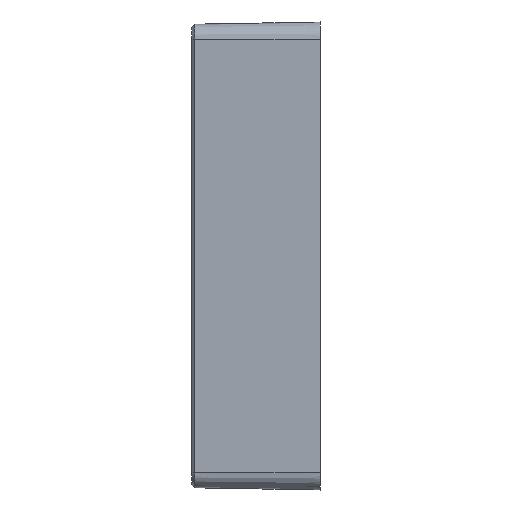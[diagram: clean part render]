
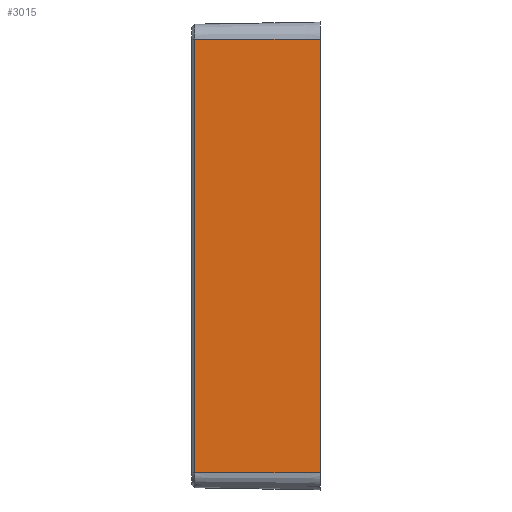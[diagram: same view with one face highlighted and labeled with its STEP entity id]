
A CAD part, left-side view. The second image highlights one B-rep face of the part: STEP entity #3015.
In plain terms, the highlighted planar face has unit normal (-1, 0.018, 0).
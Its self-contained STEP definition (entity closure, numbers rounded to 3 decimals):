
#78 = EDGE_CURVE ( 'NONE', #3020, #3001, #608, .T. ) ;
#94 = ORIENTED_EDGE ( 'NONE', *, *, #3000, .T. ) ;
#96 = ORIENTED_EDGE ( 'NONE', *, *, #98, .T. ) ;
#98 = EDGE_CURVE ( 'NONE', #3002, #3056, #590, .T. ) ;
#587 = DIRECTION ( 'NONE',  ( 0., 0., 1. ) ) ;
#588 = VECTOR ( 'NONE', #587, 1000. ) ;
#589 = CARTESIAN_POINT ( 'NONE',  ( -122.1, 0., 76.1 ) ) ;
#590 = LINE ( 'NONE', #589, #588 ) ;
#605 = DIRECTION ( 'NONE',  ( 0., 0., -1. ) ) ;
#606 = VECTOR ( 'NONE', #605, 1000. ) ;
#607 = CARTESIAN_POINT ( 'NONE',  ( -121.332, 43.982, -76.1 ) ) ;
#608 = LINE ( 'NONE', #607, #606 ) ;
#1656 = CARTESIAN_POINT ( 'NONE',  ( -121.332, 43.982, 76.1 ) ) ;
#1657 = DIRECTION ( 'NONE',  ( -0.017, -1., 0. ) ) ;
#1658 = VECTOR ( 'NONE', #1657, 1000. ) ;
#1668 = CARTESIAN_POINT ( 'NONE',  ( -121.332, 43.982, -76.1 ) ) ;
#1669 = DIRECTION ( 'NONE',  ( -0.017, -1., 0. ) ) ;
#1670 = VECTOR ( 'NONE', #1669, 1000. ) ;
#1671 = CARTESIAN_POINT ( 'NONE',  ( -122.1, 0., -76.1 ) ) ;
#1672 = LINE ( 'NONE', #1671, #1670 ) ;
#1673 = PLANE ( 'NONE',  #1780 ) ;
#1692 = FACE_OUTER_BOUND ( 'NONE', #3016, .T. ) ;
#1705 = CARTESIAN_POINT ( 'NONE',  ( -122.1, 0., 76.1 ) ) ;
#1706 = LINE ( 'NONE', #1705, #1658 ) ;
#1707 = DIRECTION ( 'NONE',  ( -0.017, -1., 0. ) ) ;
#1708 = DIRECTION ( 'NONE',  ( -1., 0.017, 0. ) ) ;
#1749 = CARTESIAN_POINT ( 'NONE',  ( -122.1, 0., -76.1 ) ) ;
#1779 = CARTESIAN_POINT ( 'NONE',  ( -122.1, 0., 76.1 ) ) ;
#1780 = AXIS2_PLACEMENT_3D ( 'NONE', #1779, #1708, #1707 ) ;
#1908 = CARTESIAN_POINT ( 'NONE',  ( -122.1, 0., 76.1 ) ) ;
#3000 = EDGE_CURVE ( 'NONE', #3001, #3002, #1672, .T. ) ;
#3001 = VERTEX_POINT ( 'NONE', #1668 ) ;
#3002 = VERTEX_POINT ( 'NONE', #1749 ) ;
#3015 = ADVANCED_FACE ( 'NONE', ( #1692 ), #1673, .T. ) ;
#3016 = EDGE_LOOP ( 'NONE', ( #3018, #3057, #94, #96 ) ) ;
#3018 = ORIENTED_EDGE ( 'NONE', *, *, #3019, .F. ) ;
#3019 = EDGE_CURVE ( 'NONE', #3020, #3056, #1706, .T. ) ;
#3020 = VERTEX_POINT ( 'NONE', #1656 ) ;
#3056 = VERTEX_POINT ( 'NONE', #1908 ) ;
#3057 = ORIENTED_EDGE ( 'NONE', *, *, #78, .T. ) ;
